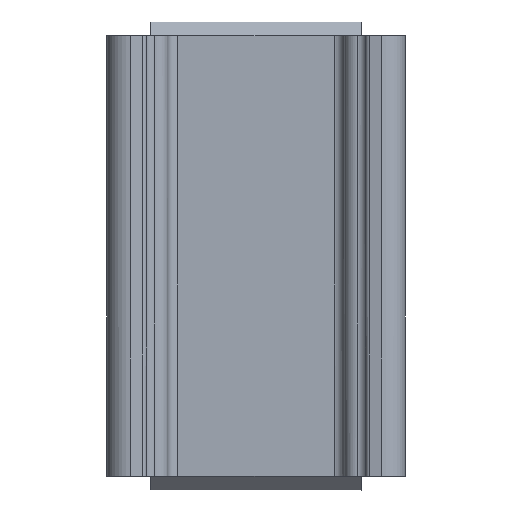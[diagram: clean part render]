
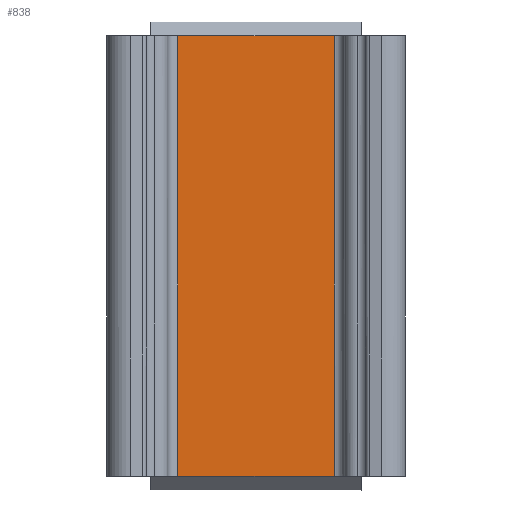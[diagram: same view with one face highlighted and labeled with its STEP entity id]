
A CAD part, top view. The second image highlights one B-rep face of the part: STEP entity #838.
In plain terms, the highlighted planar face has unit normal (0, 0, 1).
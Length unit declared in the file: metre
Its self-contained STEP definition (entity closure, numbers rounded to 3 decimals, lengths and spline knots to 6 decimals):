
#165=DIRECTION('',(0.,1.,0.));
#166=VECTOR('',#165,0.0096);
#167=CARTESIAN_POINT('',(-0.045182,-0.0198,
0.0006));
#168=LINE('',#167,#166);
#313=DIRECTION('',(-1.,0.,0.));
#314=VECTOR('',#313,0.003407);
#315=CARTESIAN_POINT('',(-0.041775,-0.0198,
0.0006));
#316=LINE('',#315,#314);
#349=DIRECTION('',(-1.,0.,0.));
#350=VECTOR('',#349,0.003407);
#351=CARTESIAN_POINT('',(-0.041775,-0.0102,
0.0006));
#352=LINE('',#351,#350);
#353=DIRECTION('',(0.,-1.,0.));
#354=VECTOR('',#353,0.0096);
#355=CARTESIAN_POINT('',(-0.041775,-0.0102,
0.0006));
#356=LINE('',#355,#354);
#441=CARTESIAN_POINT('',(-0.041775,-0.0102,
0.0006));
#442=VERTEX_POINT('',#441);
#471=CARTESIAN_POINT('',(-0.045182,-0.0102,0.0006));
#472=VERTEX_POINT('',#471);
#478=CARTESIAN_POINT('',(-0.041775,-0.0198,
0.0006));
#480=VERTEX_POINT('',#478);
#487=CARTESIAN_POINT('',(-0.045182,-0.0198,
0.0006));
#488=VERTEX_POINT('',#487);
#826=CARTESIAN_POINT('',(-0.045777,0.0006,0.0006));
#827=DIRECTION('',(0.,0.,1.));
#828=DIRECTION('',(1.,0.,0.));
#829=AXIS2_PLACEMENT_3D('',#826,#827,#828);
#830=PLANE('',#829);
#832=ORIENTED_EDGE('',*,*,#831,.T.);
#833=ORIENTED_EDGE('',*,*,#765,.T.);
#834=ORIENTED_EDGE('',*,*,#683,.T.);
#835=ORIENTED_EDGE('',*,*,#587,.F.);
#836=EDGE_LOOP('',(#832,#833,#834,#835));
#837=FACE_OUTER_BOUND('',#836,.F.);
#587=EDGE_CURVE('',#442,#472,#352,.T.);
#683=EDGE_CURVE('',#488,#472,#168,.T.);
#765=EDGE_CURVE('',#480,#488,#316,.T.);
#831=EDGE_CURVE('',#442,#480,#356,.T.);
#838=ADVANCED_FACE('',(#837),#830,.T.);
